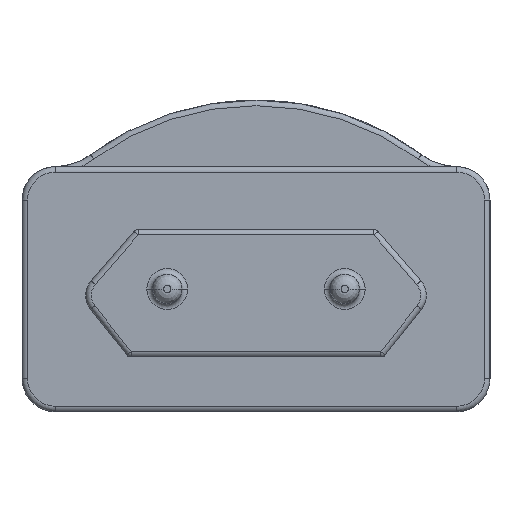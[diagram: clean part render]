
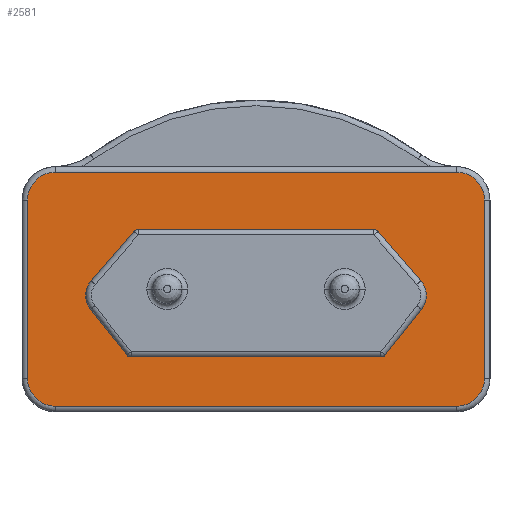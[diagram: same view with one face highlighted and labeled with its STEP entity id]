
A CAD part, left-side view. The second image highlights one B-rep face of the part: STEP entity #2581.
In plain terms, the highlighted planar face has unit normal (-1, 0, 0).
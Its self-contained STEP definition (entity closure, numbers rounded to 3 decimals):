
#2285=CARTESIAN_POINT('Vertex',(-30.,18.,17.23)) ;
#2288=CARTESIAN_POINT('Line Origine',(-30.,0.,17.23)) ;
#2292=CARTESIAN_POINT('Vertex',(-30.,-18.,17.23)) ;
#2312=CARTESIAN_POINT('Axis2P3D Location',(-30.,-18.,14.73)) ;
#2316=CARTESIAN_POINT('Vertex',(-30.,-20.5,14.73)) ;
#2336=CARTESIAN_POINT('Line Origine',(-30.,-20.5,6.73)) ;
#2340=CARTESIAN_POINT('Vertex',(-30.,-20.5,-1.27)) ;
#2360=CARTESIAN_POINT('Axis2P3D Location',(-30.,-18.,-1.27)) ;
#2364=CARTESIAN_POINT('Vertex',(-30.,-18.,-3.77)) ;
#2384=CARTESIAN_POINT('Line Origine',(-30.,0.,-3.77)) ;
#2388=CARTESIAN_POINT('Vertex',(-30.,18.,-3.77)) ;
#2408=CARTESIAN_POINT('Axis2P3D Location',(-30.,18.,-1.27)) ;
#2412=CARTESIAN_POINT('Vertex',(-30.,20.5,-1.27)) ;
#2432=CARTESIAN_POINT('Line Origine',(-30.,20.5,6.73)) ;
#2436=CARTESIAN_POINT('Vertex',(-30.,20.5,14.73)) ;
#2456=CARTESIAN_POINT('Axis2P3D Location',(-30.,18.,14.73)) ;
#2468=CARTESIAN_POINT('Axis2P3D Location',(-30.,0.,0.)) ;
#2483=CARTESIAN_POINT('Line Origine',(-30.,0.,0.651)) ;
#2487=CARTESIAN_POINT('Vertex',(-30.,11.217,0.651)) ;
#2489=CARTESIAN_POINT('Vertex',(-30.,-11.217,0.651)) ;
#2492=CARTESIAN_POINT('Axis2P3D Location',(-30.,11.217,1.151)) ;
#2496=CARTESIAN_POINT('Vertex',(-30.,11.609,0.84)) ;
#2499=CARTESIAN_POINT('Line Origine',(-30.,13.23,2.888)) ;
#2503=CARTESIAN_POINT('Vertex',(-30.,14.851,4.936)) ;
#2506=CARTESIAN_POINT('Axis2P3D Location',(-30.,13.283,6.177)) ;
#2510=CARTESIAN_POINT('Vertex',(-30.,14.795,7.486)) ;
#2513=CARTESIAN_POINT('Line Origine',(-30.,12.872,9.71)) ;
#2517=CARTESIAN_POINT('Vertex',(-30.,10.949,11.934)) ;
#2520=CARTESIAN_POINT('Axis2P3D Location',(-30.,10.571,11.607)) ;
#2524=CARTESIAN_POINT('Vertex',(-30.,10.571,12.107)) ;
#2527=CARTESIAN_POINT('Line Origine',(-30.,0.,12.107)) ;
#2531=CARTESIAN_POINT('Vertex',(-30.,-10.571,12.107)) ;
#2534=CARTESIAN_POINT('Axis2P3D Location',(-30.,-10.571,11.607)) ;
#2538=CARTESIAN_POINT('Vertex',(-30.,-10.949,11.934)) ;
#2541=CARTESIAN_POINT('Line Origine',(-30.,-12.872,9.71)) ;
#2545=CARTESIAN_POINT('Vertex',(-30.,-14.795,7.486)) ;
#2548=CARTESIAN_POINT('Axis2P3D Location',(-30.,-13.283,6.177)) ;
#2552=CARTESIAN_POINT('Vertex',(-30.,-14.851,4.936)) ;
#2555=CARTESIAN_POINT('Line Origine',(-30.,-13.23,2.888)) ;
#2559=CARTESIAN_POINT('Vertex',(-30.,-11.609,0.84)) ;
#2562=CARTESIAN_POINT('Axis2P3D Location',(-30.,-11.217,1.151)) ;
#2289=DIRECTION('Vector Direction',(0.,1.,0.)) ;
#2313=DIRECTION('Axis2P3D Direction',(1.,-0.,0.)) ;
#2337=DIRECTION('Vector Direction',(0.,0.,1.)) ;
#2361=DIRECTION('Axis2P3D Direction',(1.,0.,-0.)) ;
#2385=DIRECTION('Vector Direction',(0.,1.,0.)) ;
#2409=DIRECTION('Axis2P3D Direction',(1.,0.,0.)) ;
#2433=DIRECTION('Vector Direction',(0.,0.,-1.)) ;
#2457=DIRECTION('Axis2P3D Direction',(1.,0.,0.)) ;
#2469=DIRECTION('Axis2P3D Direction',(1.,0.,0.)) ;
#2470=DIRECTION('Axis2P3D XDirection',(0.,1.,0.)) ;
#2484=DIRECTION('Vector Direction',(0.,-1.,0.)) ;
#2493=DIRECTION('Axis2P3D Direction',(1.,0.,0.)) ;
#2500=DIRECTION('Vector Direction',(0.,-0.621,-0.784)) ;
#2507=DIRECTION('Axis2P3D Direction',(1.,0.,0.)) ;
#2514=DIRECTION('Vector Direction',(0.,0.654,-0.756)) ;
#2521=DIRECTION('Axis2P3D Direction',(1.,0.,0.)) ;
#2528=DIRECTION('Vector Direction',(0.,-1.,0.)) ;
#2535=DIRECTION('Axis2P3D Direction',(1.,0.,0.)) ;
#2542=DIRECTION('Vector Direction',(0.,-0.654,-0.756)) ;
#2549=DIRECTION('Axis2P3D Direction',(1.,0.,0.)) ;
#2556=DIRECTION('Vector Direction',(0.,0.621,-0.784)) ;
#2563=DIRECTION('Axis2P3D Direction',(1.,0.,0.)) ;
#2314=AXIS2_PLACEMENT_3D('Circle Axis2P3D',#2312,#2313,$) ;
#2362=AXIS2_PLACEMENT_3D('Circle Axis2P3D',#2360,#2361,$) ;
#2410=AXIS2_PLACEMENT_3D('Circle Axis2P3D',#2408,#2409,$) ;
#2458=AXIS2_PLACEMENT_3D('Circle Axis2P3D',#2456,#2457,$) ;
#2471=AXIS2_PLACEMENT_3D('Plane Axis2P3D',#2468,#2469,#2470) ;
#2494=AXIS2_PLACEMENT_3D('Circle Axis2P3D',#2492,#2493,$) ;
#2508=AXIS2_PLACEMENT_3D('Circle Axis2P3D',#2506,#2507,$) ;
#2522=AXIS2_PLACEMENT_3D('Circle Axis2P3D',#2520,#2521,$) ;
#2536=AXIS2_PLACEMENT_3D('Circle Axis2P3D',#2534,#2535,$) ;
#2550=AXIS2_PLACEMENT_3D('Circle Axis2P3D',#2548,#2549,$) ;
#2564=AXIS2_PLACEMENT_3D('Circle Axis2P3D',#2562,#2563,$) ;
#2474=ORIENTED_EDGE('',*,*,#2460,.F.) ;
#2475=ORIENTED_EDGE('',*,*,#2438,.F.) ;
#2476=ORIENTED_EDGE('',*,*,#2414,.F.) ;
#2477=ORIENTED_EDGE('',*,*,#2390,.F.) ;
#2478=ORIENTED_EDGE('',*,*,#2366,.F.) ;
#2479=ORIENTED_EDGE('',*,*,#2342,.F.) ;
#2480=ORIENTED_EDGE('',*,*,#2318,.F.) ;
#2481=ORIENTED_EDGE('',*,*,#2294,.F.) ;
#2568=ORIENTED_EDGE('',*,*,#2491,.F.) ;
#2569=ORIENTED_EDGE('',*,*,#2498,.F.) ;
#2570=ORIENTED_EDGE('',*,*,#2505,.F.) ;
#2571=ORIENTED_EDGE('',*,*,#2512,.F.) ;
#2572=ORIENTED_EDGE('',*,*,#2519,.F.) ;
#2573=ORIENTED_EDGE('',*,*,#2526,.F.) ;
#2574=ORIENTED_EDGE('',*,*,#2533,.F.) ;
#2575=ORIENTED_EDGE('',*,*,#2540,.F.) ;
#2576=ORIENTED_EDGE('',*,*,#2547,.F.) ;
#2577=ORIENTED_EDGE('',*,*,#2554,.F.) ;
#2578=ORIENTED_EDGE('',*,*,#2561,.F.) ;
#2579=ORIENTED_EDGE('',*,*,#2566,.F.) ;
#2580=FACE_BOUND('',#2567,.T.) ;
#2290=VECTOR('Line Direction',#2289,1.) ;
#2338=VECTOR('Line Direction',#2337,1.) ;
#2386=VECTOR('Line Direction',#2385,1.) ;
#2434=VECTOR('Line Direction',#2433,1.) ;
#2485=VECTOR('Line Direction',#2484,1.) ;
#2501=VECTOR('Line Direction',#2500,1.) ;
#2515=VECTOR('Line Direction',#2514,1.) ;
#2529=VECTOR('Line Direction',#2528,1.) ;
#2543=VECTOR('Line Direction',#2542,1.) ;
#2557=VECTOR('Line Direction',#2556,1.) ;
#2581=ADVANCED_FACE('PartBody',(#2482,#2580),#2472,.F.) ;
#2315=CIRCLE('generated circle',#2314,2.5) ;
#2363=CIRCLE('generated circle',#2362,2.5) ;
#2411=CIRCLE('generated circle',#2410,2.5) ;
#2459=CIRCLE('generated circle',#2458,2.5) ;
#2495=CIRCLE('generated circle',#2494,0.5) ;
#2509=CIRCLE('generated circle',#2508,2.) ;
#2523=CIRCLE('generated circle',#2522,0.5) ;
#2537=CIRCLE('generated circle',#2536,0.5) ;
#2551=CIRCLE('generated circle',#2550,2.) ;
#2565=CIRCLE('generated circle',#2564,0.5) ;
#2294=EDGE_CURVE('',#2286,#2293,#2291,.F.) ;
#2318=EDGE_CURVE('',#2293,#2317,#2315,.T.) ;
#2342=EDGE_CURVE('',#2317,#2341,#2339,.F.) ;
#2366=EDGE_CURVE('',#2341,#2365,#2363,.T.) ;
#2390=EDGE_CURVE('',#2365,#2389,#2387,.T.) ;
#2414=EDGE_CURVE('',#2389,#2413,#2411,.T.) ;
#2438=EDGE_CURVE('',#2413,#2437,#2435,.F.) ;
#2460=EDGE_CURVE('',#2437,#2286,#2459,.T.) ;
#2491=EDGE_CURVE('',#2488,#2490,#2486,.T.) ;
#2498=EDGE_CURVE('',#2497,#2488,#2495,.F.) ;
#2505=EDGE_CURVE('',#2504,#2497,#2502,.T.) ;
#2512=EDGE_CURVE('',#2511,#2504,#2509,.F.) ;
#2519=EDGE_CURVE('',#2518,#2511,#2516,.T.) ;
#2526=EDGE_CURVE('',#2525,#2518,#2523,.F.) ;
#2533=EDGE_CURVE('',#2532,#2525,#2530,.F.) ;
#2540=EDGE_CURVE('',#2539,#2532,#2537,.F.) ;
#2547=EDGE_CURVE('',#2546,#2539,#2544,.F.) ;
#2554=EDGE_CURVE('',#2553,#2546,#2551,.F.) ;
#2561=EDGE_CURVE('',#2560,#2553,#2558,.F.) ;
#2566=EDGE_CURVE('',#2490,#2560,#2565,.F.) ;
#2473=EDGE_LOOP('',(#2474,#2475,#2476,#2477,#2478,#2479,#2480,#2481)) ;
#2567=EDGE_LOOP('',(#2568,#2569,#2570,#2571,#2572,#2573,#2574,#2575,#2576,#2577,#2578,#2579)) ;
#2482=FACE_OUTER_BOUND('',#2473,.T.) ;
#2291=LINE('Line',#2288,#2290) ;
#2339=LINE('Line',#2336,#2338) ;
#2387=LINE('Line',#2384,#2386) ;
#2435=LINE('Line',#2432,#2434) ;
#2486=LINE('Line',#2483,#2485) ;
#2502=LINE('Line',#2499,#2501) ;
#2516=LINE('Line',#2513,#2515) ;
#2530=LINE('Line',#2527,#2529) ;
#2544=LINE('Line',#2541,#2543) ;
#2558=LINE('Line',#2555,#2557) ;
#2472=PLANE('Plane',#2471) ;
#2286=VERTEX_POINT('',#2285) ;
#2293=VERTEX_POINT('',#2292) ;
#2317=VERTEX_POINT('',#2316) ;
#2341=VERTEX_POINT('',#2340) ;
#2365=VERTEX_POINT('',#2364) ;
#2389=VERTEX_POINT('',#2388) ;
#2413=VERTEX_POINT('',#2412) ;
#2437=VERTEX_POINT('',#2436) ;
#2488=VERTEX_POINT('',#2487) ;
#2490=VERTEX_POINT('',#2489) ;
#2497=VERTEX_POINT('',#2496) ;
#2504=VERTEX_POINT('',#2503) ;
#2511=VERTEX_POINT('',#2510) ;
#2518=VERTEX_POINT('',#2517) ;
#2525=VERTEX_POINT('',#2524) ;
#2532=VERTEX_POINT('',#2531) ;
#2539=VERTEX_POINT('',#2538) ;
#2546=VERTEX_POINT('',#2545) ;
#2553=VERTEX_POINT('',#2552) ;
#2560=VERTEX_POINT('',#2559) ;
